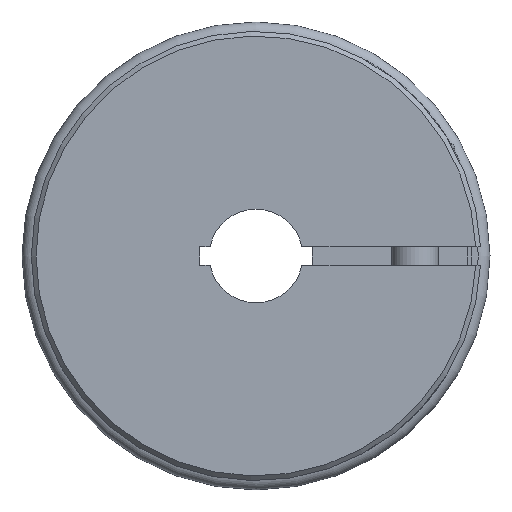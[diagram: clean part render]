
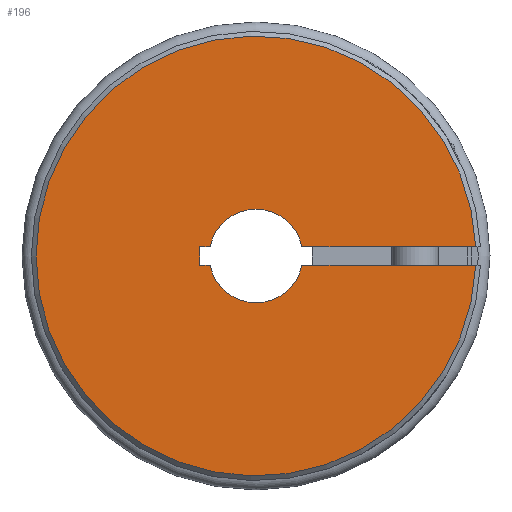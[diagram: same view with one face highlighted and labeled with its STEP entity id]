
A CAD part, left-side view. The second image highlights one B-rep face of the part: STEP entity #196.
In plain terms, the highlighted planar face has unit normal (-1, 0, 0).
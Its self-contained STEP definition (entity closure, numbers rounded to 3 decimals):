
#196 = ADVANCED_FACE( '', ( #500 ), #501, .T. );
#500 = FACE_OUTER_BOUND( '', #955, .T. );
#501 = PLANE( '', #956 );
#955 = EDGE_LOOP( '', ( #1495, #1496, #1497, #1498, #1499, #1500, #1501, #1502 ) );
#956 = AXIS2_PLACEMENT_3D( '', #1503, #1504, #1505 );
#1495 = ORIENTED_EDGE( '', *, *, #2338, .F. );
#1496 = ORIENTED_EDGE( '', *, *, #2339, .T. );
#1497 = ORIENTED_EDGE( '', *, *, #2340, .F. );
#1498 = ORIENTED_EDGE( '', *, *, #2341, .F. );
#1499 = ORIENTED_EDGE( '', *, *, #2342, .F. );
#1500 = ORIENTED_EDGE( '', *, *, #2343, .T. );
#1501 = ORIENTED_EDGE( '', *, *, #2344, .F. );
#1502 = ORIENTED_EDGE( '', *, *, #2325, .F. );
#1503 = CARTESIAN_POINT( '', ( -12., 0., 23.5 ) );
#1504 = DIRECTION( '', ( -1., 0., 0. ) );
#1505 = DIRECTION( '', ( 0., -1., 0. ) );
#2325 = EDGE_CURVE( '', #2722, #2718, #2724, .T. );
#2338 = EDGE_CURVE( '', #2747, #2722, #2748, .T. );
#2339 = EDGE_CURVE( '', #2747, #2749, #2750, .F. );
#2340 = EDGE_CURVE( '', #2751, #2749, #2752, .T. );
#2341 = EDGE_CURVE( '', #2753, #2751, #2754, .T. );
#2342 = EDGE_CURVE( '', #2755, #2753, #2756, .T. );
#2343 = EDGE_CURVE( '', #2755, #2757, #2758, .F. );
#2344 = EDGE_CURVE( '', #2718, #2757, #2759, .T. );
#2718 = VERTEX_POINT( '', #3285 );
#2722 = VERTEX_POINT( '', #3290 );
#2724 = CIRCLE( '', #3293, 23.5 );
#2747 = VERTEX_POINT( '', #3325 );
#2748 = LINE( '', #3326, #3327 );
#2749 = VERTEX_POINT( '', #3328 );
#2750 = CIRCLE( '', #3329, 5. );
#2751 = VERTEX_POINT( '', #3330 );
#2752 = LINE( '', #3331, #3332 );
#2753 = VERTEX_POINT( '', #3333 );
#2754 = LINE( '', #3334, #3335 );
#2755 = VERTEX_POINT( '', #3336 );
#2756 = LINE( '', #3337, #3338 );
#2757 = VERTEX_POINT( '', #3339 );
#2758 = CIRCLE( '', #3340, 5. );
#2759 = LINE( '', #3341, #3342 );
#3285 = CARTESIAN_POINT( '', ( -12., -23.479, 1. ) );
#3290 = CARTESIAN_POINT( '', ( -12., -23.479, -1. ) );
#3293 = AXIS2_PLACEMENT_3D( '', #4048, #4049, #4050 );
#3325 = CARTESIAN_POINT( '', ( -12., -4.899, -1. ) );
#3326 = CARTESIAN_POINT( '', ( -12., 0., -1. ) );
#3327 = VECTOR( '', #4063, 1000. );
#3328 = CARTESIAN_POINT( '', ( -12., 4.899, -1. ) );
#3329 = AXIS2_PLACEMENT_3D( '', #4064, #4065, #4066 );
#3330 = CARTESIAN_POINT( '', ( -12., 6., -1. ) );
#3331 = CARTESIAN_POINT( '', ( -12., 6., -1. ) );
#3332 = VECTOR( '', #4067, 1000. );
#3333 = CARTESIAN_POINT( '', ( -12., 6., 1. ) );
#3334 = CARTESIAN_POINT( '', ( -12., 6., 1. ) );
#3335 = VECTOR( '', #4068, 1000. );
#3336 = CARTESIAN_POINT( '', ( -12., 4.899, 1. ) );
#3337 = CARTESIAN_POINT( '', ( -12., 0., 1. ) );
#3338 = VECTOR( '', #4069, 1000. );
#3339 = CARTESIAN_POINT( '', ( -12., -4.899, 1. ) );
#3340 = AXIS2_PLACEMENT_3D( '', #4070, #4071, #4072 );
#3341 = CARTESIAN_POINT( '', ( -12., -34.969, 1. ) );
#3342 = VECTOR( '', #4073, 1000. );
#4048 = CARTESIAN_POINT( '', ( -12., 0., 0. ) );
#4049 = DIRECTION( '', ( 1., 0., 0. ) );
#4050 = DIRECTION( '', ( 0., 0., 1. ) );
#4063 = DIRECTION( '', ( 0., -1., 0. ) );
#4064 = CARTESIAN_POINT( '', ( -12., 0., 0. ) );
#4065 = DIRECTION( '', ( -1., 0., 0. ) );
#4066 = DIRECTION( '', ( 0., 0., 1. ) );
#4067 = DIRECTION( '', ( 0., -1., 0. ) );
#4068 = DIRECTION( '', ( 0., 0., -1. ) );
#4069 = DIRECTION( '', ( 0., 1., 0. ) );
#4070 = CARTESIAN_POINT( '', ( -12., 0., 0. ) );
#4071 = DIRECTION( '', ( -1., 0., 0. ) );
#4072 = DIRECTION( '', ( 0., 0., 1. ) );
#4073 = DIRECTION( '', ( 0., 1., 0. ) );
